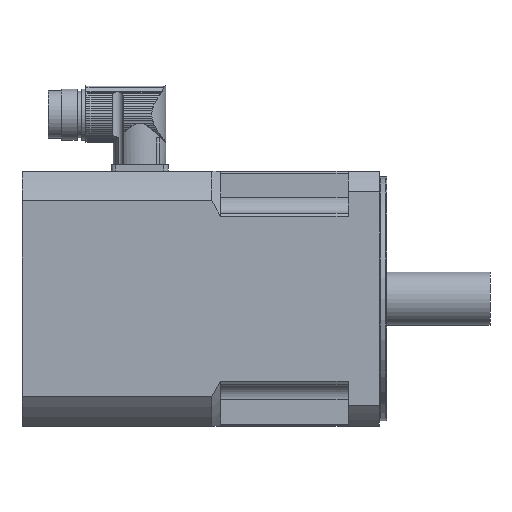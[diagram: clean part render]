
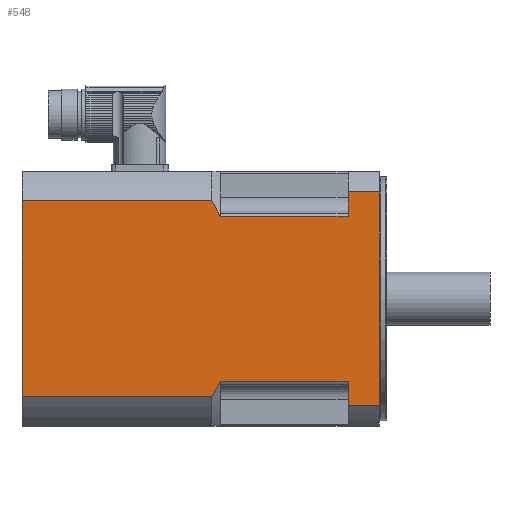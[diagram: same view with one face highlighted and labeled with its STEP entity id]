
A CAD part, left-side view. The second image highlights one B-rep face of the part: STEP entity #548.
In plain terms, the highlighted planar face has unit normal (-1, 0, 0).
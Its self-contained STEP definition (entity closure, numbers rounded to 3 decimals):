
#548=ADVANCED_FACE('',(#827),#778,.T.);
#778=PLANE('',#4161);
#827=FACE_OUTER_BOUND('',#1040,.T.);
#1040=EDGE_LOOP('',(#1455,#1456,#1457,#1458,#1459,#1460,#1461,#1462,#1463,
#1464,#1465,#1466));
#1307=B_SPLINE_CURVE_WITH_KNOTS('',3,(#5782,#5783,#5784,#5785),.UNSPECIFIED.,
.F.,.F.,(4,4),(0.,1.),.UNSPECIFIED.);
#1308=B_SPLINE_CURVE_WITH_KNOTS('',3,(#5801,#5802,#5803,#5804),.UNSPECIFIED.,
.F.,.F.,(4,4),(0.,1.),.UNSPECIFIED.);
#1455=ORIENTED_EDGE('',*,*,#3087,.T.);
#1456=ORIENTED_EDGE('',*,*,#3088,.T.);
#1457=ORIENTED_EDGE('',*,*,#3089,.F.);
#1458=ORIENTED_EDGE('',*,*,#3090,.T.);
#1459=ORIENTED_EDGE('',*,*,#3091,.F.);
#1460=ORIENTED_EDGE('',*,*,#3092,.T.);
#1461=ORIENTED_EDGE('',*,*,#3093,.F.);
#1462=ORIENTED_EDGE('',*,*,#3094,.T.);
#1463=ORIENTED_EDGE('',*,*,#3095,.F.);
#1464=ORIENTED_EDGE('',*,*,#3096,.T.);
#1465=ORIENTED_EDGE('',*,*,#3097,.T.);
#1466=ORIENTED_EDGE('',*,*,#3098,.F.);
#2673=VERTEX_POINT('',#5780);
#2674=VERTEX_POINT('',#5781);
#2675=VERTEX_POINT('',#5786);
#2676=VERTEX_POINT('',#5788);
#2677=VERTEX_POINT('',#5790);
#2678=VERTEX_POINT('',#5792);
#2679=VERTEX_POINT('',#5794);
#2680=VERTEX_POINT('',#5796);
#2681=VERTEX_POINT('',#5798);
#2682=VERTEX_POINT('',#5800);
#2683=VERTEX_POINT('',#5805);
#2684=VERTEX_POINT('',#5807);
#3087=EDGE_CURVE('',#2673,#2674,#3696,.T.);
#3088=EDGE_CURVE('',#2674,#2675,#1307,.T.);
#3089=EDGE_CURVE('',#2676,#2675,#3697,.T.);
#3090=EDGE_CURVE('',#2676,#2677,#3698,.T.);
#3091=EDGE_CURVE('',#2678,#2677,#3699,.T.);
#3092=EDGE_CURVE('',#2678,#2679,#3700,.T.);
#3093=EDGE_CURVE('',#2680,#2679,#3701,.T.);
#3094=EDGE_CURVE('',#2680,#2681,#3702,.T.);
#3095=EDGE_CURVE('',#2682,#2681,#3703,.T.);
#3096=EDGE_CURVE('',#2682,#2683,#1308,.T.);
#3097=EDGE_CURVE('',#2683,#2684,#3704,.T.);
#3098=EDGE_CURVE('',#2673,#2684,#3705,.T.);
#3696=LINE('',#5779,#3928);
#3697=LINE('',#5787,#3929);
#3698=LINE('',#5789,#3930);
#3699=LINE('',#5791,#3931);
#3700=LINE('',#5793,#3932);
#3701=LINE('',#5795,#3933);
#3702=LINE('',#5797,#3934);
#3703=LINE('',#5799,#3935);
#3704=LINE('',#5806,#3936);
#3705=LINE('',#5808,#3937);
#3928=VECTOR('',#4624,1.);
#3929=VECTOR('',#4625,1.);
#3930=VECTOR('',#4626,1.);
#3931=VECTOR('',#4627,1.);
#3932=VECTOR('',#4628,1.);
#3933=VECTOR('',#4629,1.);
#3934=VECTOR('',#4630,1.);
#3935=VECTOR('',#4631,1.);
#3936=VECTOR('',#4632,1.);
#3937=VECTOR('',#4633,1.);
#4161=AXIS2_PLACEMENT_3D('',#5809,#4634,#4635);
#4624=DIRECTION('',(0.,-1.,0.));
#4625=DIRECTION('',(0.,1.,0.));
#4626=DIRECTION('',(0.,0.,-1.));
#4627=DIRECTION('',(0.,1.,0.));
#4628=DIRECTION('',(0.,0.,1.));
#4629=DIRECTION('',(0.,-1.,0.));
#4630=DIRECTION('',(0.,0.,-1.));
#4631=DIRECTION('',(0.,-1.,0.));
#4632=DIRECTION('',(0.,1.,0.));
#4633=DIRECTION('',(0.,0.,1.));
#4634=DIRECTION('',(-1.,0.,0.));
#4635=DIRECTION('',(0.,0.,1.));
#5779=CARTESIAN_POINT('',(-35.,71.,-21.659));
#5780=CARTESIAN_POINT('',(-35.,160.5,-21.659));
#5781=CARTESIAN_POINT('',(-35.,75.,-21.659));
#5782=CARTESIAN_POINT('',(-35.,75.,-21.659));
#5783=CARTESIAN_POINT('',(-35.,73.612,-19.38));
#5784=CARTESIAN_POINT('',(-35.,72.274,-17.073));
#5785=CARTESIAN_POINT('',(-35.,71.,-14.729));
#5786=CARTESIAN_POINT('',(-35.,71.,-14.729));
#5787=CARTESIAN_POINT('',(-35.,71.,-14.729));
#5788=CARTESIAN_POINT('',(-35.,13.5,-14.729));
#5789=CARTESIAN_POINT('',(-35.,13.5,-35.));
#5790=CARTESIAN_POINT('',(-35.,13.5,-25.653));
#5791=CARTESIAN_POINT('',(-35.,-0.5,-25.653));
#5792=CARTESIAN_POINT('',(-35.,-0.5,-25.653));
#5793=CARTESIAN_POINT('',(-35.,-0.5,-35.));
#5794=CARTESIAN_POINT('',(-35.,-0.5,70.653));
#5795=CARTESIAN_POINT('',(-35.,-0.5,70.653));
#5796=CARTESIAN_POINT('',(-35.,13.5,70.653));
#5797=CARTESIAN_POINT('',(-35.,13.5,-35.));
#5798=CARTESIAN_POINT('',(-35.,13.5,59.729));
#5799=CARTESIAN_POINT('',(-35.,71.,59.729));
#5800=CARTESIAN_POINT('',(-35.,71.,59.729));
#5801=CARTESIAN_POINT('',(-35.,71.,59.729));
#5802=CARTESIAN_POINT('',(-35.,72.274,62.073));
#5803=CARTESIAN_POINT('',(-35.,73.612,64.38));
#5804=CARTESIAN_POINT('',(-35.,75.,66.659));
#5805=CARTESIAN_POINT('',(-35.,75.,66.659));
#5806=CARTESIAN_POINT('',(-35.,71.,66.659));
#5807=CARTESIAN_POINT('',(-35.,160.5,66.659));
#5808=CARTESIAN_POINT('',(-35.,160.5,-35.));
#5809=CARTESIAN_POINT('',(-35.,35.25,-35.));
